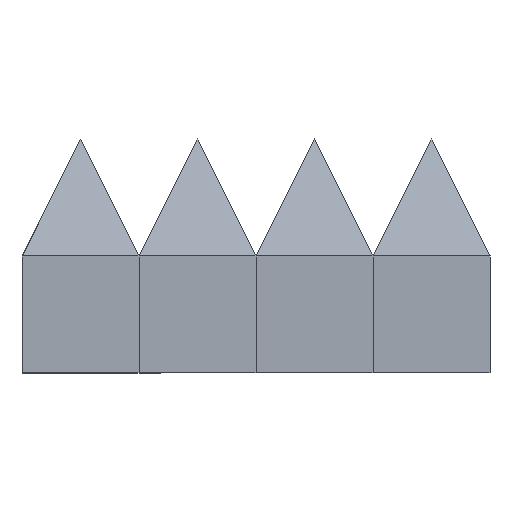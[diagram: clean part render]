
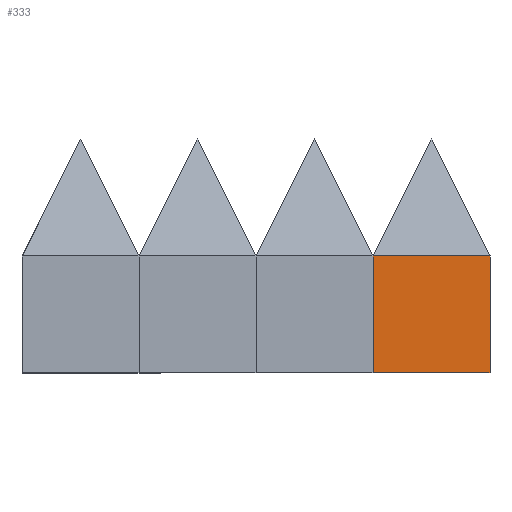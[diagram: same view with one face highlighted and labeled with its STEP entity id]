
A CAD part, left-side view. The second image highlights one B-rep face of the part: STEP entity #333.
In plain terms, the highlighted planar face has unit normal (-1, 0, 0).
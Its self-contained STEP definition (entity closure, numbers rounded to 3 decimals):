
#215=CARTESIAN_POINT('Line Origine',(0.,0.,50.)) ;
#219=CARTESIAN_POINT('Vertex',(0.,0.,0.)) ;
#221=CARTESIAN_POINT('Vertex',(0.,0.,100.)) ;
#290=CARTESIAN_POINT('Vertex',(0.,100.,0.)) ;
#293=CARTESIAN_POINT('Line Origine',(0.,100.,50.)) ;
#297=CARTESIAN_POINT('Vertex',(0.,100.,100.)) ;
#312=CARTESIAN_POINT('Axis2P3D Location',(0.,100.,0.)) ;
#317=CARTESIAN_POINT('Line Origine',(0.,50.,0.)) ;
#322=CARTESIAN_POINT('Line Origine',(0.,50.,100.)) ;
#216=DIRECTION('Vector Direction',(0.,0.,1.)) ;
#294=DIRECTION('Vector Direction',(0.,0.,1.)) ;
#313=DIRECTION('Axis2P3D Direction',(-1.,0.,0.)) ;
#314=DIRECTION('Axis2P3D XDirection',(0.,-1.,0.)) ;
#318=DIRECTION('Vector Direction',(0.,-1.,0.)) ;
#323=DIRECTION('Vector Direction',(0.,-1.,0.)) ;
#315=AXIS2_PLACEMENT_3D('Plane Axis2P3D',#312,#313,#314) ;
#328=ORIENTED_EDGE('',*,*,#299,.F.) ;
#329=ORIENTED_EDGE('',*,*,#321,.T.) ;
#330=ORIENTED_EDGE('',*,*,#223,.T.) ;
#331=ORIENTED_EDGE('',*,*,#326,.F.) ;
#217=VECTOR('Line Direction',#216,1.) ;
#295=VECTOR('Line Direction',#294,1.) ;
#319=VECTOR('Line Direction',#318,1.) ;
#324=VECTOR('Line Direction',#323,1.) ;
#333=ADVANCED_FACE('Hauptk\X2\00F6\X0\rper',(#332),#316,.T.) ;
#223=EDGE_CURVE('',#220,#222,#218,.T.) ;
#299=EDGE_CURVE('',#291,#298,#296,.T.) ;
#321=EDGE_CURVE('',#291,#220,#320,.T.) ;
#326=EDGE_CURVE('',#298,#222,#325,.T.) ;
#327=EDGE_LOOP('',(#328,#329,#330,#331)) ;
#332=FACE_OUTER_BOUND('',#327,.T.) ;
#218=LINE('Line',#215,#217) ;
#296=LINE('Line',#293,#295) ;
#320=LINE('Line',#317,#319) ;
#325=LINE('Line',#322,#324) ;
#316=PLANE('Plane',#315) ;
#220=VERTEX_POINT('',#219) ;
#222=VERTEX_POINT('',#221) ;
#291=VERTEX_POINT('',#290) ;
#298=VERTEX_POINT('',#297) ;
